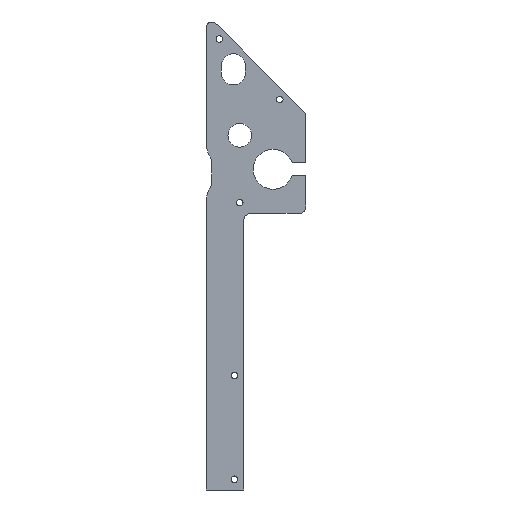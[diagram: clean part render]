
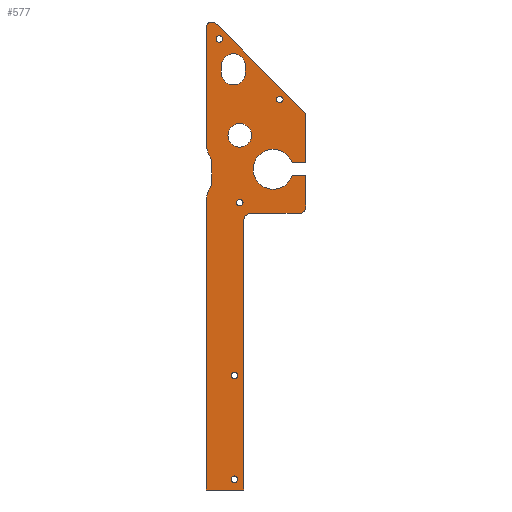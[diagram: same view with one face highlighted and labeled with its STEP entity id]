
A CAD part, front view. The second image highlights one B-rep face of the part: STEP entity #577.
In plain terms, the highlighted planar face has unit normal (0, -1, 0).
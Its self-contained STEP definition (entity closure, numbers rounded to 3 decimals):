
#23=FACE_BOUND('',#128,.T.);
#24=FACE_BOUND('',#129,.T.);
#25=FACE_BOUND('',#130,.T.);
#26=FACE_BOUND('',#131,.T.);
#27=FACE_BOUND('',#132,.T.);
#28=FACE_BOUND('',#133,.T.);
#29=FACE_BOUND('',#134,.T.);
#32=B_SPLINE_CURVE_WITH_KNOTS('',3,(#971,#972,#973,#974,#975,#976,#977,
#978,#979,#980,#981,#982,#983,#984,#985,#986,#987,#988,#989),
 .UNSPECIFIED.,.F.,.F.,(4,3,3,3,3,3,4),(0.,0.132,0.395,
0.527,0.659,0.791,0.922),
 .UNSPECIFIED.);
#34=CIRCLE('',#605,9.25);
#48=CIRCLE('',#622,12.);
#49=CIRCLE('',#624,12.);
#50=CIRCLE('',#629,1.5);
#51=CIRCLE('',#631,1.5);
#52=CIRCLE('',#633,1.5);
#53=CIRCLE('',#635,1.5);
#54=CIRCLE('',#637,1.5);
#55=CIRCLE('',#639,3.);
#56=CIRCLE('',#642,3.);
#57=CIRCLE('',#644,5.5);
#58=CIRCLE('',#645,5.5);
#59=CIRCLE('',#646,5.5);
#91=FACE_OUTER_BOUND('',#127,.T.);
#127=EDGE_LOOP('',(#477,#478,#479,#480,#481,#482,#483,#484,#485,#486,#487,
#488,#489,#490,#491,#492,#493));
#128=EDGE_LOOP('',(#494));
#129=EDGE_LOOP('',(#495));
#130=EDGE_LOOP('',(#496));
#131=EDGE_LOOP('',(#497));
#132=EDGE_LOOP('',(#498));
#133=EDGE_LOOP('',(#499,#500,#501,#502));
#134=EDGE_LOOP('',(#503));
#145=LINE('',#821,#196);
#149=LINE('',#830,#200);
#164=LINE('',#907,#215);
#170=LINE('',#922,#221);
#171=LINE('',#925,#222);
#173=LINE('',#933,#224);
#182=LINE('',#963,#233);
#183=LINE('',#968,#234);
#184=LINE('',#970,#235);
#185=LINE('',#991,#236);
#186=LINE('',#992,#237);
#187=LINE('',#997,#238);
#188=LINE('',#1000,#239);
#196=VECTOR('',#660,10.);
#200=VECTOR('',#666,10.);
#215=VECTOR('',#715,10.);
#221=VECTOR('',#731,10.);
#222=VECTOR('',#734,10.);
#224=VECTOR('',#738,10.);
#233=VECTOR('',#773,10.);
#234=VECTOR('',#780,10.);
#235=VECTOR('',#781,10.);
#236=VECTOR('',#782,10.);
#237=VECTOR('',#783,10.);
#238=VECTOR('',#786,10.);
#239=VECTOR('',#789,10.);
#247=VERTEX_POINT('',#819);
#248=VERTEX_POINT('',#820);
#251=VERTEX_POINT('',#828);
#252=VERTEX_POINT('',#829);
#278=VERTEX_POINT('',#906);
#279=VERTEX_POINT('',#910);
#280=VERTEX_POINT('',#911);
#281=VERTEX_POINT('',#916);
#282=VERTEX_POINT('',#918);
#283=VERTEX_POINT('',#924);
#284=VERTEX_POINT('',#931);
#285=VERTEX_POINT('',#935);
#286=VERTEX_POINT('',#939);
#287=VERTEX_POINT('',#943);
#288=VERTEX_POINT('',#947);
#289=VERTEX_POINT('',#951);
#290=VERTEX_POINT('',#955);
#291=VERTEX_POINT('',#957);
#292=VERTEX_POINT('',#961);
#293=VERTEX_POINT('',#967);
#294=VERTEX_POINT('',#969);
#295=VERTEX_POINT('',#990);
#296=VERTEX_POINT('',#993);
#297=VERTEX_POINT('',#994);
#298=VERTEX_POINT('',#996);
#299=VERTEX_POINT('',#998);
#300=VERTEX_POINT('',#1001);
#301=EDGE_CURVE('',#247,#248,#145,.T.);
#305=EDGE_CURVE('',#251,#252,#149,.T.);
#309=EDGE_CURVE('',#247,#252,#34,.T.);
#335=EDGE_CURVE('',#251,#278,#164,.T.);
#337=EDGE_CURVE('',#279,#280,#48,.T.);
#341=EDGE_CURVE('',#281,#282,#49,.T.);
#343=EDGE_CURVE('',#279,#282,#170,.T.);
#344=EDGE_CURVE('',#280,#283,#171,.T.);
#347=EDGE_CURVE('',#284,#281,#173,.T.);
#349=EDGE_CURVE('',#285,#285,#50,.T.);
#351=EDGE_CURVE('',#286,#286,#51,.T.);
#353=EDGE_CURVE('',#287,#287,#52,.T.);
#355=EDGE_CURVE('',#288,#288,#53,.T.);
#357=EDGE_CURVE('',#289,#289,#54,.T.);
#359=EDGE_CURVE('',#290,#291,#55,.T.);
#362=EDGE_CURVE('',#292,#290,#182,.T.);
#363=EDGE_CURVE('',#278,#292,#56,.T.);
#364=EDGE_CURVE('',#293,#248,#183,.T.);
#365=EDGE_CURVE('',#294,#293,#184,.T.);
#366=EDGE_CURVE('',#283,#294,#32,.T.);
#367=EDGE_CURVE('',#284,#295,#185,.T.);
#368=EDGE_CURVE('',#291,#295,#186,.T.);
#369=EDGE_CURVE('',#296,#297,#57,.T.);
#370=EDGE_CURVE('',#298,#296,#187,.T.);
#371=EDGE_CURVE('',#299,#298,#58,.T.);
#372=EDGE_CURVE('',#297,#299,#188,.T.);
#373=EDGE_CURVE('',#300,#300,#59,.T.);
#477=ORIENTED_EDGE('',*,*,#301,.T.);
#478=ORIENTED_EDGE('',*,*,#364,.F.);
#479=ORIENTED_EDGE('',*,*,#365,.F.);
#480=ORIENTED_EDGE('',*,*,#366,.F.);
#481=ORIENTED_EDGE('',*,*,#344,.F.);
#482=ORIENTED_EDGE('',*,*,#337,.F.);
#483=ORIENTED_EDGE('',*,*,#343,.T.);
#484=ORIENTED_EDGE('',*,*,#341,.F.);
#485=ORIENTED_EDGE('',*,*,#347,.F.);
#486=ORIENTED_EDGE('',*,*,#367,.T.);
#487=ORIENTED_EDGE('',*,*,#368,.F.);
#488=ORIENTED_EDGE('',*,*,#359,.F.);
#489=ORIENTED_EDGE('',*,*,#362,.F.);
#490=ORIENTED_EDGE('',*,*,#363,.F.);
#491=ORIENTED_EDGE('',*,*,#335,.F.);
#492=ORIENTED_EDGE('',*,*,#305,.T.);
#493=ORIENTED_EDGE('',*,*,#309,.F.);
#494=ORIENTED_EDGE('',*,*,#349,.T.);
#495=ORIENTED_EDGE('',*,*,#351,.T.);
#496=ORIENTED_EDGE('',*,*,#353,.T.);
#497=ORIENTED_EDGE('',*,*,#355,.T.);
#498=ORIENTED_EDGE('',*,*,#357,.T.);
#499=ORIENTED_EDGE('',*,*,#369,.F.);
#500=ORIENTED_EDGE('',*,*,#370,.F.);
#501=ORIENTED_EDGE('',*,*,#371,.F.);
#502=ORIENTED_EDGE('',*,*,#372,.F.);
#503=ORIENTED_EDGE('',*,*,#373,.F.);
#552=PLANE('',#643);
#577=ADVANCED_FACE('',(#91,#23,#24,#25,#26,#27,#28,#29),#552,.F.);
#605=AXIS2_PLACEMENT_3D('',#837,#672,#673);
#622=AXIS2_PLACEMENT_3D('',#912,#719,#720);
#624=AXIS2_PLACEMENT_3D('',#919,#726,#727);
#629=AXIS2_PLACEMENT_3D('',#937,#742,#743);
#631=AXIS2_PLACEMENT_3D('',#941,#747,#748);
#633=AXIS2_PLACEMENT_3D('',#945,#752,#753);
#635=AXIS2_PLACEMENT_3D('',#949,#757,#758);
#637=AXIS2_PLACEMENT_3D('',#953,#762,#763);
#639=AXIS2_PLACEMENT_3D('',#958,#767,#768);
#642=AXIS2_PLACEMENT_3D('',#965,#776,#777);
#643=AXIS2_PLACEMENT_3D('',#966,#778,#779);
#644=AXIS2_PLACEMENT_3D('',#995,#784,#785);
#645=AXIS2_PLACEMENT_3D('',#999,#787,#788);
#646=AXIS2_PLACEMENT_3D('',#1002,#790,#791);
#660=DIRECTION('',(1.,0.,0.));
#666=DIRECTION('',(-1.,0.,0.));
#672=DIRECTION('center_axis',(0.,-1.,0.));
#673=DIRECTION('ref_axis',(-1.,0.,0.));
#715=DIRECTION('',(0.,0.,-1.));
#719=DIRECTION('center_axis',(0.,1.,0.));
#720=DIRECTION('ref_axis',(-0.792,0.,-0.611));
#726=DIRECTION('center_axis',(0.,1.,0.));
#727=DIRECTION('ref_axis',(-0.792,0.,0.611));
#731=DIRECTION('',(0.,0.,-1.));
#734=DIRECTION('',(0.,0.,1.));
#738=DIRECTION('',(0.,0.,1.));
#742=DIRECTION('center_axis',(0.,1.,0.));
#743=DIRECTION('ref_axis',(-1.,0.,0.));
#747=DIRECTION('center_axis',(0.,1.,0.));
#748=DIRECTION('ref_axis',(-1.,0.,0.));
#752=DIRECTION('center_axis',(0.,1.,0.));
#753=DIRECTION('ref_axis',(-1.,0.,0.));
#757=DIRECTION('center_axis',(0.,1.,0.));
#758=DIRECTION('ref_axis',(-1.,0.,0.));
#762=DIRECTION('center_axis',(0.,1.,0.));
#763=DIRECTION('ref_axis',(-1.,0.,0.));
#767=DIRECTION('center_axis',(0.,-1.,0.));
#768=DIRECTION('ref_axis',(-0.707,0.,0.707));
#773=DIRECTION('',(-1.,0.,0.));
#776=DIRECTION('center_axis',(0.,1.,0.));
#777=DIRECTION('ref_axis',(0.707,0.,-0.707));
#778=DIRECTION('center_axis',(0.,1.,0.));
#779=DIRECTION('ref_axis',(-1.,0.,0.));
#780=DIRECTION('',(0.,0.,-1.));
#781=DIRECTION('',(0.707,0.,-0.707));
#782=DIRECTION('',(1.,0.,0.));
#783=DIRECTION('',(0.,0.,-1.));
#784=DIRECTION('center_axis',(0.,-1.,0.));
#785=DIRECTION('ref_axis',(-1.,0.,0.));
#786=DIRECTION('',(0.,0.,1.));
#787=DIRECTION('center_axis',(0.,-1.,0.));
#788=DIRECTION('ref_axis',(1.,0.,0.));
#789=DIRECTION('',(0.,0.,-1.));
#790=DIRECTION('center_axis',(0.,-1.,0.));
#791=DIRECTION('ref_axis',(-1.,0.,0.));
#819=CARTESIAN_POINT('',(53.75,23.325,58.5));
#820=CARTESIAN_POINT('',(60.,23.325,58.5));
#821=CARTESIAN_POINT('',(45.375,23.325,58.5));
#828=CARTESIAN_POINT('',(60.,23.325,52.5));
#829=CARTESIAN_POINT('',(53.75,23.325,52.5));
#830=CARTESIAN_POINT('',(48.5,23.325,52.5));
#837=CARTESIAN_POINT('Origin',(45.,23.325,55.5));
#906=CARTESIAN_POINT('',(60.,23.325,38.));
#907=CARTESIAN_POINT('',(60.,23.325,81.421));
#910=CARTESIAN_POINT('',(16.5,23.325,60.));
#911=CARTESIAN_POINT('',(14.,23.325,67.331));
#912=CARTESIAN_POINT('Origin',(26.,23.325,67.331));
#916=CARTESIAN_POINT('',(14.,23.325,40.669));
#918=CARTESIAN_POINT('',(16.5,23.325,48.));
#919=CARTESIAN_POINT('Origin',(26.,23.325,40.669));
#922=CARTESIAN_POINT('',(16.5,23.325,28.355));
#924=CARTESIAN_POINT('',(14.,23.325,120.179));
#925=CARTESIAN_POINT('',(14.,23.325,-110.));
#931=CARTESIAN_POINT('',(14.,23.325,-93.));
#933=CARTESIAN_POINT('',(14.,23.325,-110.));
#935=CARTESIAN_POINT('',(31.,23.325,40.));
#937=CARTESIAN_POINT('Origin',(29.5,23.325,40.));
#939=CARTESIAN_POINT('',(28.5,23.325,-40.));
#941=CARTESIAN_POINT('Origin',(27.,23.325,-40.));
#943=CARTESIAN_POINT('',(49.5,23.325,87.765));
#945=CARTESIAN_POINT('Origin',(48.,23.325,87.765));
#947=CARTESIAN_POINT('',(21.5,23.325,115.765));
#949=CARTESIAN_POINT('Origin',(20.,23.325,115.765));
#951=CARTESIAN_POINT('',(28.5,23.325,-88.));
#953=CARTESIAN_POINT('Origin',(27.,23.325,-88.));
#955=CARTESIAN_POINT('',(34.421,23.325,35.));
#957=CARTESIAN_POINT('',(31.421,23.325,32.));
#958=CARTESIAN_POINT('Origin',(34.421,23.325,32.));
#961=CARTESIAN_POINT('',(57.,23.325,35.));
#963=CARTESIAN_POINT('',(60.,23.325,35.));
#965=CARTESIAN_POINT('Origin',(57.,23.325,38.));
#966=CARTESIAN_POINT('Origin',(37.,23.325,8.711));
#967=CARTESIAN_POINT('',(60.,23.325,81.421));
#968=CARTESIAN_POINT('',(60.,23.325,81.421));
#969=CARTESIAN_POINT('',(19.121,23.325,122.3));
#970=CARTESIAN_POINT('',(141.421,23.325,0.));
#971=CARTESIAN_POINT('Ctrl Pts',(14.,23.325,120.179));
#972=CARTESIAN_POINT('Ctrl Pts',(14.,23.325,120.575));
#973=CARTESIAN_POINT('Ctrl Pts',(14.032,23.325,120.979));
#974=CARTESIAN_POINT('Ctrl Pts',(14.114,23.325,121.365));
#975=CARTESIAN_POINT('Ctrl Pts',(14.278,23.325,122.137));
#976=CARTESIAN_POINT('Ctrl Pts',(14.643,23.325,122.838));
#977=CARTESIAN_POINT('Ctrl Pts',(15.187,23.325,123.245));
#978=CARTESIAN_POINT('Ctrl Pts',(15.46,23.325,123.448));
#979=CARTESIAN_POINT('Ctrl Pts',(15.776,23.325,123.578));
#980=CARTESIAN_POINT('Ctrl Pts',(16.114,23.325,123.627));
#981=CARTESIAN_POINT('Ctrl Pts',(16.451,23.325,123.676));
#982=CARTESIAN_POINT('Ctrl Pts',(16.808,23.325,123.645));
#983=CARTESIAN_POINT('Ctrl Pts',(17.163,23.325,123.543));
#984=CARTESIAN_POINT('Ctrl Pts',(17.518,23.325,123.442));
#985=CARTESIAN_POINT('Ctrl Pts',(17.87,23.325,123.271));
#986=CARTESIAN_POINT('Ctrl Pts',(18.201,23.325,123.056));
#987=CARTESIAN_POINT('Ctrl Pts',(18.532,23.325,122.84));
#988=CARTESIAN_POINT('Ctrl Pts',(18.841,23.325,122.58));
#989=CARTESIAN_POINT('Ctrl Pts',(19.121,23.325,122.3));
#990=CARTESIAN_POINT('',(31.421,23.325,-93.));
#991=CARTESIAN_POINT('',(48.5,23.325,-93.));
#992=CARTESIAN_POINT('',(31.421,23.325,138.677));
#993=CARTESIAN_POINT('',(32.,23.325,103.5));
#994=CARTESIAN_POINT('',(21.,23.325,103.5));
#995=CARTESIAN_POINT('Origin',(26.5,23.325,103.5));
#996=CARTESIAN_POINT('',(32.,23.325,100.));
#997=CARTESIAN_POINT('',(32.,23.325,103.5));
#998=CARTESIAN_POINT('',(21.,23.325,100.));
#999=CARTESIAN_POINT('Origin',(26.5,23.325,100.));
#1000=CARTESIAN_POINT('',(21.,23.325,100.));
#1001=CARTESIAN_POINT('',(35.,23.325,71.2));
#1002=CARTESIAN_POINT('Origin',(29.5,23.325,71.2));
